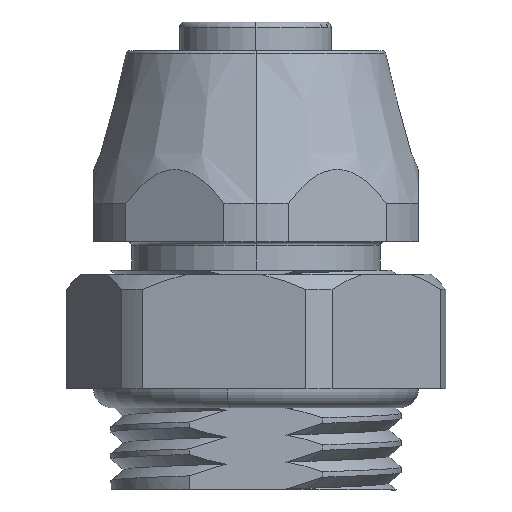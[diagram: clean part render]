
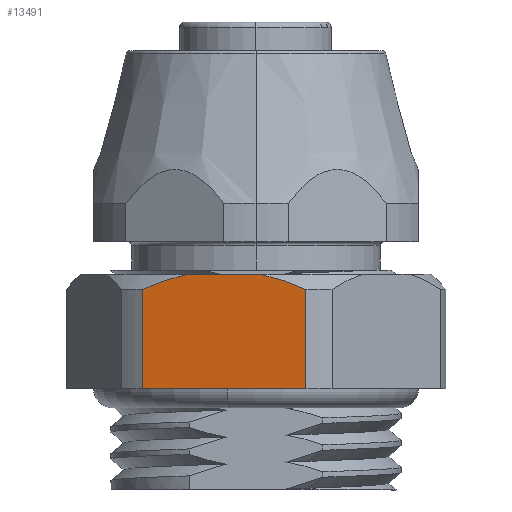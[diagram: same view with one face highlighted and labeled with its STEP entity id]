
A CAD part, left-side view. The second image highlights one B-rep face of the part: STEP entity #13491.
In plain terms, the highlighted face is planar.
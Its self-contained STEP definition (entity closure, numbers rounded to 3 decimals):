
#641 = CARTESIAN_POINT ( 'NONE',  ( 5.811, -7.934, 5.371 ) ) ;
#646 = CARTESIAN_POINT ( 'NONE',  ( 5.615, -8.275, 5.2 ) ) ;
#656 = CARTESIAN_POINT ( 'NONE',  ( 6.011, -7.588, 5.527 ) ) ;
#657 = CARTESIAN_POINT ( 'NONE',  ( 6.42, -6.881, 5.797 ) ) ;
#658 = CARTESIAN_POINT ( 'NONE',  ( 6.629, -6.518, 5.912 ) ) ;
#659 = CARTESIAN_POINT ( 'NONE',  ( 6.84, -6.152, 6. ) ) ;
#666 = CARTESIAN_POINT ( 'NONE',  ( 8.748, -2.848, 6. ) ) ;
#667 = CARTESIAN_POINT ( 'NONE',  ( 8.958, -2.483, 5.913 ) ) ;
#674 = CARTESIAN_POINT ( 'NONE',  ( 9.165, -2.125, 5.799 ) ) ;
#675 = CARTESIAN_POINT ( 'NONE',  ( 9.574, -1.417, 5.529 ) ) ;
#676 = CARTESIAN_POINT ( 'NONE',  ( 9.776, -1.067, 5.372 ) ) ;
#677 = CARTESIAN_POINT ( 'NONE',  ( 9.974, -0.725, 5.2 ) ) ;
#710 = CARTESIAN_POINT ( 'NONE',  ( 17.97, 13.124, 0. ) ) ;
#717 = DIRECTION ( 'NONE',  ( 0.5, 0.866, 0. ) ) ;
#736 = CARTESIAN_POINT ( 'NONE',  ( 17.97, 13.124, 6. ) ) ;
#737 = DIRECTION ( 'NONE',  ( 0.5, 0.866, 0. ) ) ;
#751 = CARTESIAN_POINT ( 'NONE',  ( 5.615, -8.275, 6. ) ) ;
#759 = DIRECTION ( 'NONE',  ( 0., 0., -1. ) ) ;
#774 = DIRECTION ( 'NONE',  ( 0., 0., 1. ) ) ;
#780 = CARTESIAN_POINT ( 'NONE',  ( 9.974, -0.725, 6. ) ) ;
#2311 = VERTEX_POINT ( 'NONE', #11738 ) ;
#2314 = VERTEX_POINT ( 'NONE', #11741 ) ;
#2316 = VERTEX_POINT ( 'NONE', #11743 ) ;
#2342 = VERTEX_POINT ( 'NONE', #11663 ) ;
#2345 = VERTEX_POINT ( 'NONE', #11654 ) ;
#2347 = VERTEX_POINT ( 'NONE', #11657 ) ;
#3996 = B_SPLINE_CURVE_WITH_KNOTS ( 'NONE', 3,
 ( #646, #641, #656, #657, #658, #659 ),
 .UNSPECIFIED., .F., .F.,
 ( 4, 2, 4 ),
 ( 0.01, 0.011, 0.012 ),
 .UNSPECIFIED. ) ;
#4606 = B_SPLINE_CURVE_WITH_KNOTS ( 'NONE', 3,
 ( #666, #667, #674, #675, #676, #677 ),
 .UNSPECIFIED., .F., .F.,
 ( 4, 2, 4 ),
 ( 0.016, 0.017, 0.018 ),
 .UNSPECIFIED. ) ;
#11654 = CARTESIAN_POINT ( 'NONE',  ( 5.615, -8.275, 5.2 ) ) ;
#11657 = CARTESIAN_POINT ( 'NONE',  ( 9.974, -0.725, 5.2 ) ) ;
#11663 = CARTESIAN_POINT ( 'NONE',  ( 9.974, -0.725, 0. ) ) ;
#11738 = CARTESIAN_POINT ( 'NONE',  ( 8.748, -2.848, 6. ) ) ;
#11741 = CARTESIAN_POINT ( 'NONE',  ( 6.84, -6.152, 6. ) ) ;
#11743 = CARTESIAN_POINT ( 'NONE',  ( 5.615, -8.275, 0. ) ) ;
#11935 = DIRECTION ( 'NONE',  ( 0.5, 0.866, 0. ) ) ;
#11937 = DIRECTION ( 'NONE',  ( 0.866, -0.5, 0. ) ) ;
#11939 = PLANE ( 'NONE',  #18680 ) ;
#11952 = CARTESIAN_POINT ( 'NONE',  ( 17.97, 13.124, 0. ) ) ;
#13491 = ADVANCED_FACE ( 'NONE', ( #18067 ), #11939, .T. ) ;
#14001 = VECTOR ( 'NONE', #774, 1000. ) ;
#14009 = LINE ( 'NONE', #780, #14001 ) ;
#14010 = VECTOR ( 'NONE', #759, 1000. ) ;
#14012 = LINE ( 'NONE', #751, #14010 ) ;
#14023 = VECTOR ( 'NONE', #737, 1000. ) ;
#14025 = LINE ( 'NONE', #736, #14023 ) ;
#14043 = VECTOR ( 'NONE', #717, 1000. ) ;
#14047 = LINE ( 'NONE', #710, #14043 ) ;
#15850 = EDGE_LOOP ( 'NONE', ( #16406, #16405, #16404, #16403, #16402, #16401 ) ) ;
#16401 = ORIENTED_EDGE ( 'NONE', *, *, #18282, .F. ) ;
#16402 = ORIENTED_EDGE ( 'NONE', *, *, #18305, .F. ) ;
#16403 = ORIENTED_EDGE ( 'NONE', *, *, #18285, .F. ) ;
#16404 = ORIENTED_EDGE ( 'NONE', *, *, #18320, .T. ) ;
#16405 = ORIENTED_EDGE ( 'NONE', *, *, #18293, .T. ) ;
#16406 = ORIENTED_EDGE ( 'NONE', *, *, #18314, .T. ) ;
#18067 = FACE_OUTER_BOUND ( 'NONE', #15850, .T. ) ;
#18282 = EDGE_CURVE ( 'NONE', #2345, #2314, #3996, .T. ) ;
#18285 = EDGE_CURVE ( 'NONE', #2311, #2347, #4606, .T. ) ;
#18293 = EDGE_CURVE ( 'NONE', #2316, #2342, #14047, .T. ) ;
#18305 = EDGE_CURVE ( 'NONE', #2314, #2311, #14025, .T. ) ;
#18314 = EDGE_CURVE ( 'NONE', #2345, #2316, #14012, .T. ) ;
#18320 = EDGE_CURVE ( 'NONE', #2342, #2347, #14009, .T. ) ;
#18680 = AXIS2_PLACEMENT_3D ( 'NONE', #11952, #11937, #11935 ) ;
